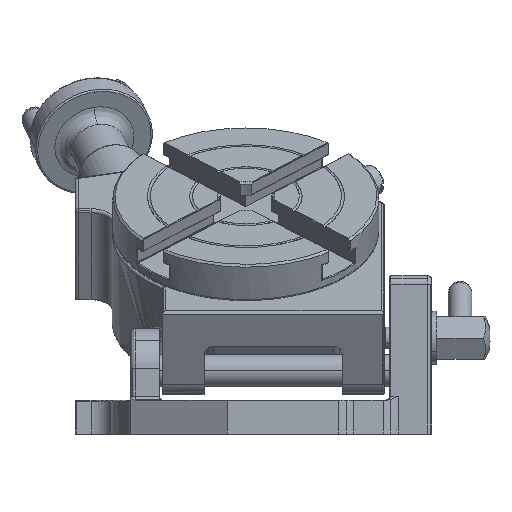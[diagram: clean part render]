
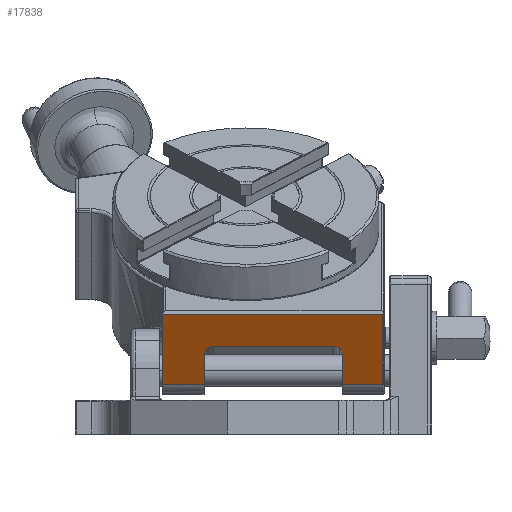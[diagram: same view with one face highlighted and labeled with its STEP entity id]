
A CAD part, front view. The second image highlights one B-rep face of the part: STEP entity #17838.
In plain terms, the highlighted free-form (B-spline) face has degree [1, 1] with [2, 2] control points.
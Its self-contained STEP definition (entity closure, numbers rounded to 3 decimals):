
#15999 = VERTEX_POINT('',#16000);
#16000 = CARTESIAN_POINT('',(36.565,-72.485,
    -42.569));
#16005 = EDGE_CURVE('',#16006,#15999,#16008,.T.);
#16006 = VERTEX_POINT('',#16007);
#16007 = CARTESIAN_POINT('',(39.058,-71.948,
    -43.45));
#16008 = ( BOUNDED_CURVE() B_SPLINE_CURVE(2,(#16009,#16010,#16011),
.UNSPECIFIED.,.F.,.F.) B_SPLINE_CURVE_WITH_KNOTS((3,3),(0.,
0.785),.PIECEWISE_BEZIER_KNOTS.) CURVE() 
GEOMETRIC_REPRESENTATION_ITEM() RATIONAL_B_SPLINE_CURVE((1.,
0.924,1.)) REPRESENTATION_ITEM('') );
#16009 = CARTESIAN_POINT('',(39.058,-71.948,
    -43.45));
#16010 = CARTESIAN_POINT('',(38.025,-72.485,
    -42.569));
#16011 = CARTESIAN_POINT('',(36.565,-72.485,
    -42.569));
#16059 = EDGE_CURVE('',#16060,#16062,#16064,.T.);
#16060 = VERTEX_POINT('',#16061);
#16061 = CARTESIAN_POINT('',(-13.657,-72.485,
    -42.569));
#16062 = VERTEX_POINT('',#16063);
#16063 = CARTESIAN_POINT('',(-16.149,-71.948,
    -43.45));
#16064 = ( BOUNDED_CURVE() B_SPLINE_CURVE(2,(#16065,#16066,#16067),
.UNSPECIFIED.,.F.,.F.) B_SPLINE_CURVE_WITH_KNOTS((3,3),(5.498,
6.283),.PIECEWISE_BEZIER_KNOTS.) CURVE() 
GEOMETRIC_REPRESENTATION_ITEM() RATIONAL_B_SPLINE_CURVE((1.,
0.924,1.)) REPRESENTATION_ITEM('') );
#16065 = CARTESIAN_POINT('',(-13.657,-72.485,
    -42.569));
#16066 = CARTESIAN_POINT('',(-15.117,-72.485,
    -42.569));
#16067 = CARTESIAN_POINT('',(-16.149,-71.948,
    -43.45));
#16878 = VERTEX_POINT('',#16879);
#16879 = CARTESIAN_POINT('',(57.183,-80.416,
    -29.562));
#16885 = EDGE_CURVE('',#16878,#16886,#16888,.T.);
#16886 = VERTEX_POINT('',#16887);
#16887 = CARTESIAN_POINT('',(57.183,-62.71,
    -58.6));
#16888 = B_SPLINE_CURVE_WITH_KNOTS('',1,(#16889,#16890),.UNSPECIFIED.,
  .F.,.F.,(2,2),(0.889,25.4),.PIECEWISE_BEZIER_KNOTS.);
#16889 = CARTESIAN_POINT('',(57.183,-80.416,
    -29.562));
#16890 = CARTESIAN_POINT('',(57.183,-62.71,
    -58.6));
#17819 = EDGE_CURVE('',#16886,#17820,#17822,.T.);
#17820 = VERTEX_POINT('',#17821);
#17821 = CARTESIAN_POINT('',(40.09,-62.71,
    -58.6));
#17822 = B_SPLINE_CURVE_WITH_KNOTS('',1,(#17823,#17824),.UNSPECIFIED.,
  .F.,.F.,(2,2),(-54.577,-42.258),
  .PIECEWISE_BEZIER_KNOTS.);
#17823 = CARTESIAN_POINT('',(57.183,-62.71,
    -58.6));
#17824 = CARTESIAN_POINT('',(40.09,-62.71,
    -58.6));
#17838 = ADVANCED_FACE('',(#17839),#17897,.T.);
#17839 = FACE_BOUND('',#17840,.T.);
#17840 = EDGE_LOOP('',(#17841,#17842,#17849,#17856,#17863,#17870,#17876,
    #17877,#17882,#17883,#17891,#17896));
#17841 = ORIENTED_EDGE('',*,*,#16885,.F.);
#17842 = ORIENTED_EDGE('',*,*,#17843,.F.);
#17843 = EDGE_CURVE('',#17844,#16878,#17846,.T.);
#17844 = VERTEX_POINT('',#17845);
#17845 = CARTESIAN_POINT('',(-34.803,-80.416,
    -29.562));
#17846 = B_SPLINE_CURVE_WITH_KNOTS('',1,(#17847,#17848),.UNSPECIFIED.,
  .F.,.F.,(2,2),(-11.717,54.577),
  .PIECEWISE_BEZIER_KNOTS.);
#17847 = CARTESIAN_POINT('',(-34.803,-80.416,
    -29.562));
#17848 = CARTESIAN_POINT('',(57.183,-80.416,
    -29.562));
#17849 = ORIENTED_EDGE('',*,*,#17850,.T.);
#17850 = EDGE_CURVE('',#17844,#17851,#17853,.T.);
#17851 = VERTEX_POINT('',#17852);
#17852 = CARTESIAN_POINT('',(-34.803,-62.71,
    -58.6));
#17853 = B_SPLINE_CURVE_WITH_KNOTS('',1,(#17854,#17855),.UNSPECIFIED.,
  .F.,.F.,(2,2),(0.889,25.4),.PIECEWISE_BEZIER_KNOTS.);
#17854 = CARTESIAN_POINT('',(-34.803,-80.416,
    -29.562));
#17855 = CARTESIAN_POINT('',(-34.803,-62.71,
    -58.6));
#17856 = ORIENTED_EDGE('',*,*,#17857,.F.);
#17857 = EDGE_CURVE('',#17858,#17851,#17860,.T.);
#17858 = VERTEX_POINT('',#17859);
#17859 = CARTESIAN_POINT('',(-17.181,-62.71,
    -58.6));
#17860 = B_SPLINE_CURVE_WITH_KNOTS('',1,(#17861,#17862),.UNSPECIFIED.,
  .F.,.F.,(2,2),(-0.983,11.717),
  .PIECEWISE_BEZIER_KNOTS.);
#17861 = CARTESIAN_POINT('',(-17.181,-62.71,
    -58.6));
#17862 = CARTESIAN_POINT('',(-34.803,-62.71,
    -58.6));
#17863 = ORIENTED_EDGE('',*,*,#17864,.T.);
#17864 = EDGE_CURVE('',#17858,#17865,#17867,.T.);
#17865 = VERTEX_POINT('',#17866);
#17866 = CARTESIAN_POINT('',(-17.181,-70.65,
    -45.578));
#17867 = B_SPLINE_CURVE_WITH_KNOTS('',1,(#17868,#17869),.UNSPECIFIED.,
  .F.,.F.,(2,2),(-13.717,-2.725),
  .PIECEWISE_BEZIER_KNOTS.);
#17868 = CARTESIAN_POINT('',(-17.181,-62.71,
    -58.6));
#17869 = CARTESIAN_POINT('',(-17.181,-70.65,
    -45.578));
#17870 = ORIENTED_EDGE('',*,*,#17871,.F.);
#17871 = EDGE_CURVE('',#16062,#17865,#17872,.T.);
#17872 = ( BOUNDED_CURVE() B_SPLINE_CURVE(2,(#17873,#17874,#17875),
.UNSPECIFIED.,.F.,.F.) B_SPLINE_CURVE_WITH_KNOTS((3,3),(0.,
0.785),.PIECEWISE_BEZIER_KNOTS.) CURVE() 
GEOMETRIC_REPRESENTATION_ITEM() RATIONAL_B_SPLINE_CURVE((1.,
0.924,1.)) REPRESENTATION_ITEM('') );
#17873 = CARTESIAN_POINT('',(-16.149,-71.948,
    -43.45));
#17874 = CARTESIAN_POINT('',(-17.181,-71.41,
    -44.331));
#17875 = CARTESIAN_POINT('',(-17.181,-70.65,
    -45.578));
#17876 = ORIENTED_EDGE('',*,*,#16059,.F.);
#17877 = ORIENTED_EDGE('',*,*,#17878,.T.);
#17878 = EDGE_CURVE('',#16060,#15999,#17879,.T.);
#17879 = B_SPLINE_CURVE_WITH_KNOTS('',1,(#17880,#17881),.UNSPECIFIED.,
  .F.,.F.,(2,2),(-1.429,34.766),.PIECEWISE_BEZIER_KNOTS.);
#17880 = CARTESIAN_POINT('',(-13.657,-72.485,
    -42.569));
#17881 = CARTESIAN_POINT('',(36.565,-72.485,
    -42.569));
#17882 = ORIENTED_EDGE('',*,*,#16005,.F.);
#17883 = ORIENTED_EDGE('',*,*,#17884,.F.);
#17884 = EDGE_CURVE('',#17885,#16006,#17887,.T.);
#17885 = VERTEX_POINT('',#17886);
#17886 = CARTESIAN_POINT('',(40.09,-70.65,
    -45.578));
#17887 = ( BOUNDED_CURVE() B_SPLINE_CURVE(2,(#17888,#17889,#17890),
.UNSPECIFIED.,.F.,.F.) B_SPLINE_CURVE_WITH_KNOTS((3,3),(5.498,
6.283),.PIECEWISE_BEZIER_KNOTS.) CURVE() 
GEOMETRIC_REPRESENTATION_ITEM() RATIONAL_B_SPLINE_CURVE((1.,
0.924,1.)) REPRESENTATION_ITEM('') );
#17888 = CARTESIAN_POINT('',(40.09,-70.65,
    -45.578));
#17889 = CARTESIAN_POINT('',(40.09,-71.41,
    -44.331));
#17890 = CARTESIAN_POINT('',(39.058,-71.948,
    -43.45));
#17891 = ORIENTED_EDGE('',*,*,#17892,.T.);
#17892 = EDGE_CURVE('',#17885,#17820,#17893,.T.);
#17893 = B_SPLINE_CURVE_WITH_KNOTS('',1,(#17894,#17895),.UNSPECIFIED.,
  .F.,.F.,(2,2),(2.725,13.717),
  .PIECEWISE_BEZIER_KNOTS.);
#17894 = CARTESIAN_POINT('',(40.09,-70.65,
    -45.578));
#17895 = CARTESIAN_POINT('',(40.09,-62.71,
    -58.6));
#17896 = ORIENTED_EDGE('',*,*,#17819,.F.);
#17897 = B_SPLINE_SURFACE_WITH_KNOTS('',1,1,(
    (#17898,#17899)
    ,(#17900,#17901
    )),.UNSPECIFIED.,.F.,.F.,.F.,(2,2),(2,2),(-25.4,-0.889),(-66.294,
    0.),.PIECEWISE_BEZIER_KNOTS.);
#17898 = CARTESIAN_POINT('',(57.183,-62.71,
    -58.6));
#17899 = CARTESIAN_POINT('',(-34.803,-62.71,
    -58.6));
#17900 = CARTESIAN_POINT('',(57.183,-80.416,
    -29.562));
#17901 = CARTESIAN_POINT('',(-34.803,-80.416,
    -29.562));
